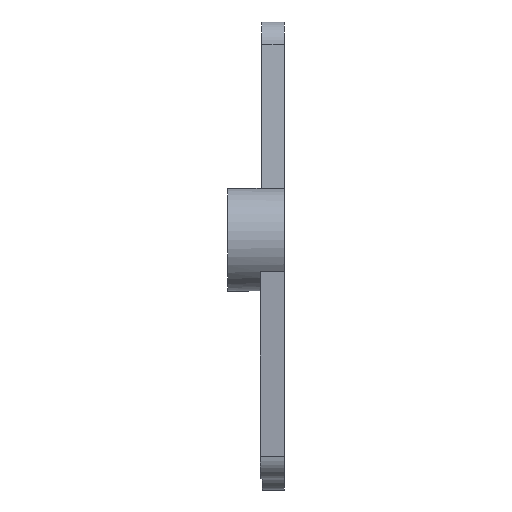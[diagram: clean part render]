
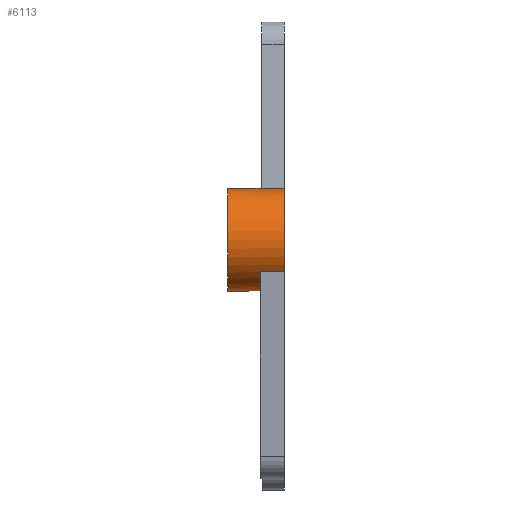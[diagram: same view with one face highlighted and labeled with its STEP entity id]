
A CAD part, left-side view. The second image highlights one B-rep face of the part: STEP entity #6113.
In plain terms, the highlighted cylindrical face has radius 3.7 mm (diameter 7.4 mm), a full revolution.
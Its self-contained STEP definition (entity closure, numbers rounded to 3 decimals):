
#142=CYLINDRICAL_SURFACE('',#6544,3.7);
#377=LINE('',#9377,#895);
#378=LINE('',#9379,#896);
#379=LINE('',#9382,#897);
#895=VECTOR('',#7493,10.);
#896=VECTOR('',#7496,3.7);
#897=VECTOR('',#7499,10.);
#1505=FACE_OUTER_BOUND('',#1837,.T.);
#1837=EDGE_LOOP('',(#4635,#4636,#4637,#4638,#4639,#4640,#4641,#4642));
#2201=CIRCLE('',#6518,3.7);
#2203=CIRCLE('',#6521,3.7);
#2204=CIRCLE('',#6522,3.7);
#2218=CIRCLE('',#6545,3.7);
#2713=VERTEX_POINT('',#9319);
#2715=VERTEX_POINT('',#9323);
#2717=VERTEX_POINT('',#9327);
#2718=VERTEX_POINT('',#9329);
#2733=VERTEX_POINT('',#9375);
#2734=VERTEX_POINT('',#9380);
#3415=EDGE_CURVE('',#2713,#2713,#2201,.T.);
#3419=EDGE_CURVE('',#2718,#2717,#2203,.T.);
#3420=EDGE_CURVE('',#2715,#2718,#2204,.T.);
#3443=EDGE_CURVE('',#2717,#2733,#377,.T.);
#3444=EDGE_CURVE('',#2713,#2718,#378,.T.);
#3445=EDGE_CURVE('',#2734,#2733,#2218,.T.);
#3446=EDGE_CURVE('',#2715,#2734,#379,.T.);
#4635=ORIENTED_EDGE('',*,*,#3415,.F.);
#4636=ORIENTED_EDGE('',*,*,#3444,.T.);
#4637=ORIENTED_EDGE('',*,*,#3419,.T.);
#4638=ORIENTED_EDGE('',*,*,#3443,.T.);
#4639=ORIENTED_EDGE('',*,*,#3445,.F.);
#4640=ORIENTED_EDGE('',*,*,#3446,.F.);
#4641=ORIENTED_EDGE('',*,*,#3420,.T.);
#4642=ORIENTED_EDGE('',*,*,#3444,.F.);
#6113=ADVANCED_FACE('',(#1505),#142,.T.);
#6518=AXIS2_PLACEMENT_3D('',#9320,#7430,#7431);
#6521=AXIS2_PLACEMENT_3D('',#9330,#7438,#7439);
#6522=AXIS2_PLACEMENT_3D('',#9331,#7440,#7441);
#6544=AXIS2_PLACEMENT_3D('',#9378,#7494,#7495);
#6545=AXIS2_PLACEMENT_3D('',#9381,#7497,#7498);
#7430=DIRECTION('center_axis',(0.,1.,0.));
#7431=DIRECTION('ref_axis',(1.,0.,0.));
#7438=DIRECTION('center_axis',(0.,1.,0.));
#7439=DIRECTION('ref_axis',(1.,0.,0.));
#7440=DIRECTION('center_axis',(0.,1.,0.));
#7441=DIRECTION('ref_axis',(1.,0.,0.));
#7493=DIRECTION('',(0.,1.,0.));
#7494=DIRECTION('center_axis',(0.,1.,0.));
#7495=DIRECTION('ref_axis',(1.,0.,0.));
#7496=DIRECTION('',(0.,-1.,0.));
#7497=DIRECTION('center_axis',(0.,-1.,0.));
#7498=DIRECTION('ref_axis',(1.,0.,0.));
#7499=DIRECTION('',(0.,1.,0.));
#9319=CARTESIAN_POINT('',(-3.7,4.1,0.));
#9320=CARTESIAN_POINT('Origin',(0.,4.1,0.));
#9323=CARTESIAN_POINT('',(-2.9,0.,-2.298));
#9327=CARTESIAN_POINT('',(2.9,0.,-2.298));
#9329=CARTESIAN_POINT('',(-3.7,0.,0.));
#9330=CARTESIAN_POINT('Origin',(0.,0.,0.));
#9331=CARTESIAN_POINT('Origin',(0.,0.,0.));
#9375=CARTESIAN_POINT('',(2.9,1.75,-2.298));
#9377=CARTESIAN_POINT('',(2.9,0.,-2.298));
#9378=CARTESIAN_POINT('Origin',(0.,0.,0.));
#9379=CARTESIAN_POINT('',(-3.7,0.,0.));
#9380=CARTESIAN_POINT('',(-2.9,1.75,-2.298));
#9381=CARTESIAN_POINT('Origin',(0.,1.75,0.));
#9382=CARTESIAN_POINT('',(-2.9,0.,-2.298));
